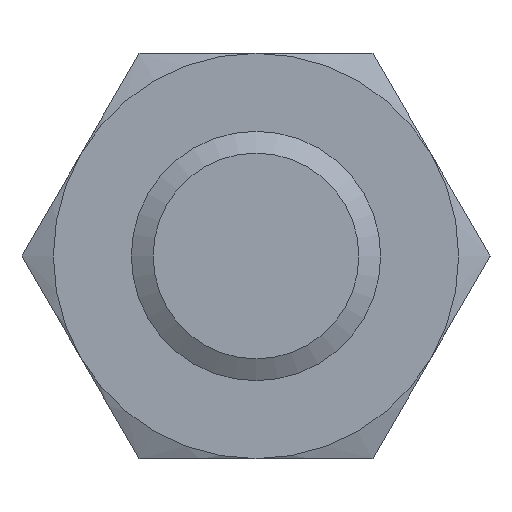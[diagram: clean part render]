
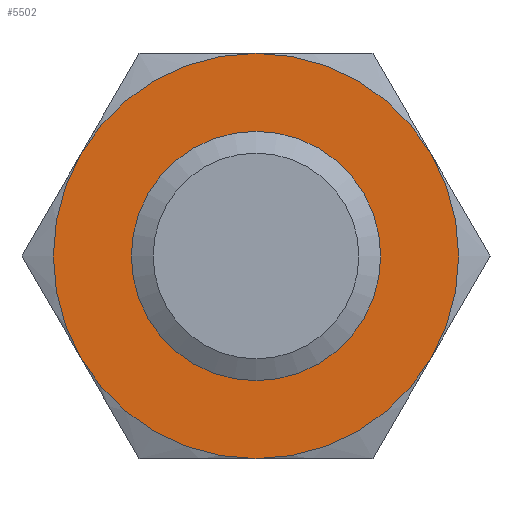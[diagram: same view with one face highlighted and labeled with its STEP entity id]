
A CAD part, left-side view. The second image highlights one B-rep face of the part: STEP entity #5502.
In plain terms, the highlighted planar face has unit normal (-1, 0, 0).
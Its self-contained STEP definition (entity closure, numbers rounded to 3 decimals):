
#1707 = EDGE_CURVE('',#1708,#1708,#1710,.T.);
#1708 = VERTEX_POINT('',#1709);
#1709 = CARTESIAN_POINT('',(10.,0.,-4.));
#1710 = SURFACE_CURVE('',#1711,(#1716,#1728),.PCURVE_S1.);
#1711 = CIRCLE('',#1712,4.);
#1712 = AXIS2_PLACEMENT_3D('',#1713,#1714,#1715);
#1713 = CARTESIAN_POINT('',(10.,0.,0.));
#1714 = DIRECTION('',(1.,0.,-0.));
#1715 = DIRECTION('',(-0.,0.,-1.));
#1716 = PCURVE('',#1717,#1722);
#1717 = CYLINDRICAL_SURFACE('',#1718,4.);
#1718 = AXIS2_PLACEMENT_3D('',#1719,#1720,#1721);
#1719 = CARTESIAN_POINT('',(45.,0.,0.));
#1720 = DIRECTION('',(-1.,-0.,0.));
#1721 = DIRECTION('',(-0.,0.,-1.));
#1722 = DEFINITIONAL_REPRESENTATION('',(#1723),#1727);
#1723 = LINE('',#1724,#1725);
#1724 = CARTESIAN_POINT('',(6.283,35.));
#1725 = VECTOR('',#1726,1.);
#1726 = DIRECTION('',(-1.,0.));
#1727 = ( GEOMETRIC_REPRESENTATION_CONTEXT(2) 
PARAMETRIC_REPRESENTATION_CONTEXT() REPRESENTATION_CONTEXT('2D SPACE',''
  ) );
#1728 = PCURVE('',#1729,#1734);
#1729 = PLANE('',#1730);
#1730 = AXIS2_PLACEMENT_3D('',#1731,#1732,#1733);
#1731 = CARTESIAN_POINT('',(10.,0.,0.));
#1732 = DIRECTION('',(1.,0.,-0.));
#1733 = DIRECTION('',(-0.,0.,-1.));
#1734 = DEFINITIONAL_REPRESENTATION('',(#1735),#1739);
#1735 = CIRCLE('',#1736,4.);
#1736 = AXIS2_PLACEMENT_2D('',#1737,#1738);
#1737 = CARTESIAN_POINT('',(0.,0.));
#1738 = DIRECTION('',(1.,0.));
#1739 = ( GEOMETRIC_REPRESENTATION_CONTEXT(2) 
PARAMETRIC_REPRESENTATION_CONTEXT() REPRESENTATION_CONTEXT('2D SPACE',''
  ) );
#1794 = EDGE_CURVE('',#1795,#1797,#1799,.T.);
#1795 = VERTEX_POINT('',#1796);
#1796 = CARTESIAN_POINT('',(10.,5.629,3.25));
#1797 = VERTEX_POINT('',#1798);
#1798 = CARTESIAN_POINT('',(10.,0.,6.5));
#1799 = SURFACE_CURVE('',#1800,(#1805,#1817),.PCURVE_S1.);
#1800 = CIRCLE('',#1801,6.5);
#1801 = AXIS2_PLACEMENT_3D('',#1802,#1803,#1804);
#1802 = CARTESIAN_POINT('',(10.,0.,0.));
#1803 = DIRECTION('',(1.,0.,-0.));
#1804 = DIRECTION('',(-0.,0.,-1.));
#1805 = PCURVE('',#1806,#1811);
#1806 = CONICAL_SURFACE('',#1807,6.5,1.222);
#1807 = AXIS2_PLACEMENT_3D('',#1808,#1809,#1810);
#1808 = CARTESIAN_POINT('',(10.,0.,0.));
#1809 = DIRECTION('',(1.,-0.,-0.));
#1810 = DIRECTION('',(-0.,0.,-1.));
#1811 = DEFINITIONAL_REPRESENTATION('',(#1812),#1816);
#1812 = LINE('',#1813,#1814);
#1813 = CARTESIAN_POINT('',(0.,0.));
#1814 = VECTOR('',#1815,1.);
#1815 = DIRECTION('',(1.,0.));
#1816 = ( GEOMETRIC_REPRESENTATION_CONTEXT(2) 
PARAMETRIC_REPRESENTATION_CONTEXT() REPRESENTATION_CONTEXT('2D SPACE',''
  ) );
#1817 = PCURVE('',#1729,#1818);
#1818 = DEFINITIONAL_REPRESENTATION('',(#1819),#1823);
#1819 = CIRCLE('',#1820,6.5);
#1820 = AXIS2_PLACEMENT_2D('',#1821,#1822);
#1821 = CARTESIAN_POINT('',(0.,0.));
#1822 = DIRECTION('',(1.,0.));
#1823 = ( GEOMETRIC_REPRESENTATION_CONTEXT(2) 
PARAMETRIC_REPRESENTATION_CONTEXT() REPRESENTATION_CONTEXT('2D SPACE',''
  ) );
#2175 = CONICAL_SURFACE('',#2176,6.5,1.222);
#2176 = AXIS2_PLACEMENT_3D('',#2177,#2178,#2179);
#2177 = CARTESIAN_POINT('',(10.,0.,0.));
#2178 = DIRECTION('',(1.,-0.,-0.));
#2179 = DIRECTION('',(-0.,0.,-1.));
#2363 = CONICAL_SURFACE('',#2364,6.5,1.222);
#2364 = AXIS2_PLACEMENT_3D('',#2365,#2366,#2367);
#2365 = CARTESIAN_POINT('',(10.,0.,0.));
#2366 = DIRECTION('',(1.,-0.,-0.));
#2367 = DIRECTION('',(-0.,0.,-1.));
#5502 = ADVANCED_FACE('',(#5503,#5639),#1729,.F.);
#5503 = FACE_BOUND('',#5504,.T.);
#5504 = EDGE_LOOP('',(#5505,#5529,#5558,#5587,#5616,#5638));
#5505 = ORIENTED_EDGE('',*,*,#5506,.F.);
#5506 = EDGE_CURVE('',#5507,#1795,#5509,.T.);
#5507 = VERTEX_POINT('',#5508);
#5508 = CARTESIAN_POINT('',(10.,5.629,-3.25));
#5509 = SURFACE_CURVE('',#5510,(#5515,#5522),.PCURVE_S1.);
#5510 = CIRCLE('',#5511,6.5);
#5511 = AXIS2_PLACEMENT_3D('',#5512,#5513,#5514);
#5512 = CARTESIAN_POINT('',(10.,0.,0.));
#5513 = DIRECTION('',(1.,0.,-0.));
#5514 = DIRECTION('',(-0.,0.,-1.));
#5515 = PCURVE('',#1729,#5516);
#5516 = DEFINITIONAL_REPRESENTATION('',(#5517),#5521);
#5517 = CIRCLE('',#5518,6.5);
#5518 = AXIS2_PLACEMENT_2D('',#5519,#5520);
#5519 = CARTESIAN_POINT('',(0.,0.));
#5520 = DIRECTION('',(1.,0.));
#5521 = ( GEOMETRIC_REPRESENTATION_CONTEXT(2) 
PARAMETRIC_REPRESENTATION_CONTEXT() REPRESENTATION_CONTEXT('2D SPACE',''
  ) );
#5522 = PCURVE('',#2363,#5523);
#5523 = DEFINITIONAL_REPRESENTATION('',(#5524),#5528);
#5524 = LINE('',#5525,#5526);
#5525 = CARTESIAN_POINT('',(0.,0.));
#5526 = VECTOR('',#5527,1.);
#5527 = DIRECTION('',(1.,0.));
#5528 = ( GEOMETRIC_REPRESENTATION_CONTEXT(2) 
PARAMETRIC_REPRESENTATION_CONTEXT() REPRESENTATION_CONTEXT('2D SPACE',''
  ) );
#5529 = ORIENTED_EDGE('',*,*,#5530,.F.);
#5530 = EDGE_CURVE('',#5531,#5507,#5533,.T.);
#5531 = VERTEX_POINT('',#5532);
#5532 = CARTESIAN_POINT('',(10.,0.,-6.5));
#5533 = SURFACE_CURVE('',#5534,(#5539,#5546),.PCURVE_S1.);
#5534 = CIRCLE('',#5535,6.5);
#5535 = AXIS2_PLACEMENT_3D('',#5536,#5537,#5538);
#5536 = CARTESIAN_POINT('',(10.,0.,0.));
#5537 = DIRECTION('',(1.,0.,-0.));
#5538 = DIRECTION('',(-0.,0.,-1.));
#5539 = PCURVE('',#1729,#5540);
#5540 = DEFINITIONAL_REPRESENTATION('',(#5541),#5545);
#5541 = CIRCLE('',#5542,6.5);
#5542 = AXIS2_PLACEMENT_2D('',#5543,#5544);
#5543 = CARTESIAN_POINT('',(0.,0.));
#5544 = DIRECTION('',(1.,0.));
#5545 = ( GEOMETRIC_REPRESENTATION_CONTEXT(2) 
PARAMETRIC_REPRESENTATION_CONTEXT() REPRESENTATION_CONTEXT('2D SPACE',''
  ) );
#5546 = PCURVE('',#5547,#5552);
#5547 = CONICAL_SURFACE('',#5548,6.5,1.222);
#5548 = AXIS2_PLACEMENT_3D('',#5549,#5550,#5551);
#5549 = CARTESIAN_POINT('',(10.,0.,0.));
#5550 = DIRECTION('',(1.,-0.,-0.));
#5551 = DIRECTION('',(-0.,0.,-1.));
#5552 = DEFINITIONAL_REPRESENTATION('',(#5553),#5557);
#5553 = LINE('',#5554,#5555);
#5554 = CARTESIAN_POINT('',(0.,0.));
#5555 = VECTOR('',#5556,1.);
#5556 = DIRECTION('',(1.,0.));
#5557 = ( GEOMETRIC_REPRESENTATION_CONTEXT(2) 
PARAMETRIC_REPRESENTATION_CONTEXT() REPRESENTATION_CONTEXT('2D SPACE',''
  ) );
#5558 = ORIENTED_EDGE('',*,*,#5559,.F.);
#5559 = EDGE_CURVE('',#5560,#5531,#5562,.T.);
#5560 = VERTEX_POINT('',#5561);
#5561 = CARTESIAN_POINT('',(10.,-5.629,-3.25));
#5562 = SURFACE_CURVE('',#5563,(#5568,#5575),.PCURVE_S1.);
#5563 = CIRCLE('',#5564,6.5);
#5564 = AXIS2_PLACEMENT_3D('',#5565,#5566,#5567);
#5565 = CARTESIAN_POINT('',(10.,0.,0.));
#5566 = DIRECTION('',(1.,0.,-0.));
#5567 = DIRECTION('',(-0.,0.,-1.));
#5568 = PCURVE('',#1729,#5569);
#5569 = DEFINITIONAL_REPRESENTATION('',(#5570),#5574);
#5570 = CIRCLE('',#5571,6.5);
#5571 = AXIS2_PLACEMENT_2D('',#5572,#5573);
#5572 = CARTESIAN_POINT('',(0.,0.));
#5573 = DIRECTION('',(1.,0.));
#5574 = ( GEOMETRIC_REPRESENTATION_CONTEXT(2) 
PARAMETRIC_REPRESENTATION_CONTEXT() REPRESENTATION_CONTEXT('2D SPACE',''
  ) );
#5575 = PCURVE('',#5576,#5581);
#5576 = CONICAL_SURFACE('',#5577,6.5,1.222);
#5577 = AXIS2_PLACEMENT_3D('',#5578,#5579,#5580);
#5578 = CARTESIAN_POINT('',(10.,0.,0.));
#5579 = DIRECTION('',(1.,-0.,-0.));
#5580 = DIRECTION('',(-0.,0.,-1.));
#5581 = DEFINITIONAL_REPRESENTATION('',(#5582),#5586);
#5582 = LINE('',#5583,#5584);
#5583 = CARTESIAN_POINT('',(0.,0.));
#5584 = VECTOR('',#5585,1.);
#5585 = DIRECTION('',(1.,0.));
#5586 = ( GEOMETRIC_REPRESENTATION_CONTEXT(2) 
PARAMETRIC_REPRESENTATION_CONTEXT() REPRESENTATION_CONTEXT('2D SPACE',''
  ) );
#5587 = ORIENTED_EDGE('',*,*,#5588,.F.);
#5588 = EDGE_CURVE('',#5589,#5560,#5591,.T.);
#5589 = VERTEX_POINT('',#5590);
#5590 = CARTESIAN_POINT('',(10.,-5.629,3.25));
#5591 = SURFACE_CURVE('',#5592,(#5597,#5604),.PCURVE_S1.);
#5592 = CIRCLE('',#5593,6.5);
#5593 = AXIS2_PLACEMENT_3D('',#5594,#5595,#5596);
#5594 = CARTESIAN_POINT('',(10.,0.,0.));
#5595 = DIRECTION('',(1.,0.,-0.));
#5596 = DIRECTION('',(-0.,0.,-1.));
#5597 = PCURVE('',#1729,#5598);
#5598 = DEFINITIONAL_REPRESENTATION('',(#5599),#5603);
#5599 = CIRCLE('',#5600,6.5);
#5600 = AXIS2_PLACEMENT_2D('',#5601,#5602);
#5601 = CARTESIAN_POINT('',(0.,0.));
#5602 = DIRECTION('',(1.,0.));
#5603 = ( GEOMETRIC_REPRESENTATION_CONTEXT(2) 
PARAMETRIC_REPRESENTATION_CONTEXT() REPRESENTATION_CONTEXT('2D SPACE',''
  ) );
#5604 = PCURVE('',#5605,#5610);
#5605 = CONICAL_SURFACE('',#5606,6.5,1.222);
#5606 = AXIS2_PLACEMENT_3D('',#5607,#5608,#5609);
#5607 = CARTESIAN_POINT('',(10.,0.,0.));
#5608 = DIRECTION('',(1.,-0.,-0.));
#5609 = DIRECTION('',(-0.,0.,-1.));
#5610 = DEFINITIONAL_REPRESENTATION('',(#5611),#5615);
#5611 = LINE('',#5612,#5613);
#5612 = CARTESIAN_POINT('',(0.,0.));
#5613 = VECTOR('',#5614,1.);
#5614 = DIRECTION('',(1.,0.));
#5615 = ( GEOMETRIC_REPRESENTATION_CONTEXT(2) 
PARAMETRIC_REPRESENTATION_CONTEXT() REPRESENTATION_CONTEXT('2D SPACE',''
  ) );
#5616 = ORIENTED_EDGE('',*,*,#5617,.F.);
#5617 = EDGE_CURVE('',#1797,#5589,#5618,.T.);
#5618 = SURFACE_CURVE('',#5619,(#5624,#5631),.PCURVE_S1.);
#5619 = CIRCLE('',#5620,6.5);
#5620 = AXIS2_PLACEMENT_3D('',#5621,#5622,#5623);
#5621 = CARTESIAN_POINT('',(10.,0.,0.));
#5622 = DIRECTION('',(1.,0.,-0.));
#5623 = DIRECTION('',(-0.,0.,-1.));
#5624 = PCURVE('',#1729,#5625);
#5625 = DEFINITIONAL_REPRESENTATION('',(#5626),#5630);
#5626 = CIRCLE('',#5627,6.5);
#5627 = AXIS2_PLACEMENT_2D('',#5628,#5629);
#5628 = CARTESIAN_POINT('',(0.,0.));
#5629 = DIRECTION('',(1.,0.));
#5630 = ( GEOMETRIC_REPRESENTATION_CONTEXT(2) 
PARAMETRIC_REPRESENTATION_CONTEXT() REPRESENTATION_CONTEXT('2D SPACE',''
  ) );
#5631 = PCURVE('',#2175,#5632);
#5632 = DEFINITIONAL_REPRESENTATION('',(#5633),#5637);
#5633 = LINE('',#5634,#5635);
#5634 = CARTESIAN_POINT('',(0.,0.));
#5635 = VECTOR('',#5636,1.);
#5636 = DIRECTION('',(1.,0.));
#5637 = ( GEOMETRIC_REPRESENTATION_CONTEXT(2) 
PARAMETRIC_REPRESENTATION_CONTEXT() REPRESENTATION_CONTEXT('2D SPACE',''
  ) );
#5638 = ORIENTED_EDGE('',*,*,#1794,.F.);
#5639 = FACE_BOUND('',#5640,.T.);
#5640 = EDGE_LOOP('',(#5641));
#5641 = ORIENTED_EDGE('',*,*,#1707,.T.);
